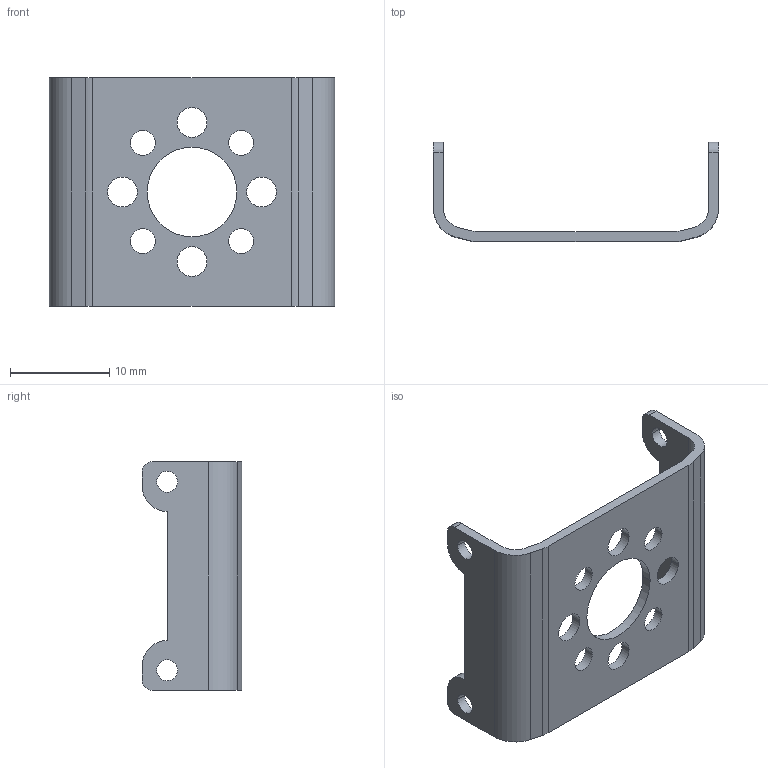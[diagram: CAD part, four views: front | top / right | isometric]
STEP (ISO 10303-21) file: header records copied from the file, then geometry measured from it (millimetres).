
FILE_DESCRIPTION (( 'STEP AP203' ), '1' );
FILE_NAME ('LWS-END BRACKET.STEP', '2019-03-22T16:41:31', ( 'root' ), ( '' ), 'SwSTEP 2.0', 'SolidWorks 2018', '' );
FILE_SCHEMA (( 'CONFIG_CONTROL_DESIGN' ));
Length unit declared in the file: millimetre
Products named in the file (1): LWS-END BRACKET
Bounding box: 28.7 x 10 x 23 mm (x, y, z)
Volume: 814.3 mm3; surface area: 1890.3 mm2
Topology: 1 solids, 1 shells, 60 faces, 174 edges, 116 vertices
Faces by surface type: cylinder 42, plane 18
Entity records: 2151 total; most frequent: DIRECTION 380, CARTESIAN_POINT 351, ORIENTED_EDGE 348, EDGE_CURVE 174, AXIS2_PLACEMENT_3D 145, VERTEX_POINT 116, LINE 90, VECTOR 90
